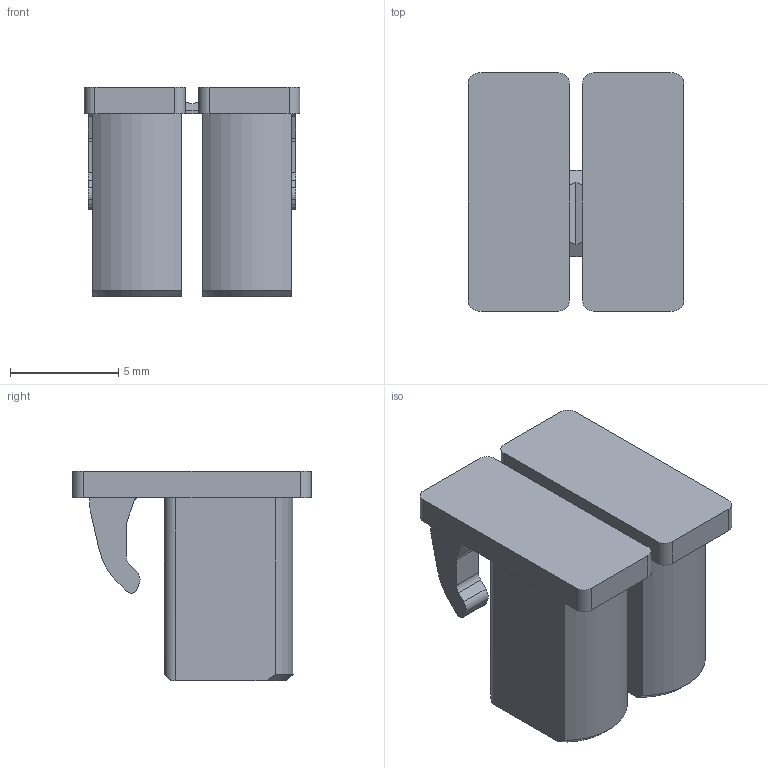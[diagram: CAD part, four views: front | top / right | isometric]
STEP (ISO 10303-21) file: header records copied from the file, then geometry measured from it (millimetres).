
FILE_DESCRIPTION(('CATIA V5R20 STEP214'),'2;1');
FILE_NAME ('6010341_2', '2014-07-28T09:56:14+00:00', ('Weidmueller Interface'), ('Weidmueller'), 'CATIA Version 5 Release 20 SP 5 (IN-10)', 'CATIA V5 STEP AP214', 'none');
FILE_SCHEMA(('AUTOMOTIVE_DESIGN { 1 0 10303 214 1 1 1 1 }'));
Length unit declared in the file: millimetre
Products named in the file (1): WAD_WMF_2-5
Bounding box: 9.96 x 11 x 9.68 mm (x, y, z)
Volume: 313.4 mm3; surface area: 872.3 mm2
Topology: 1 solids, 1 shells, 93 faces, 255 edges, 170 vertices
Faces by surface type: plane 53, cylinder 38, cone 2
Entity records: 2894 total; most frequent: CARTESIAN_POINT 544, ORIENTED_EDGE 510, DIRECTION 419, EDGE_CURVE 255, VERTEX_POINT 170, VECTOR 169, LINE 169, AXIS2_PLACEMENT_3D 165
